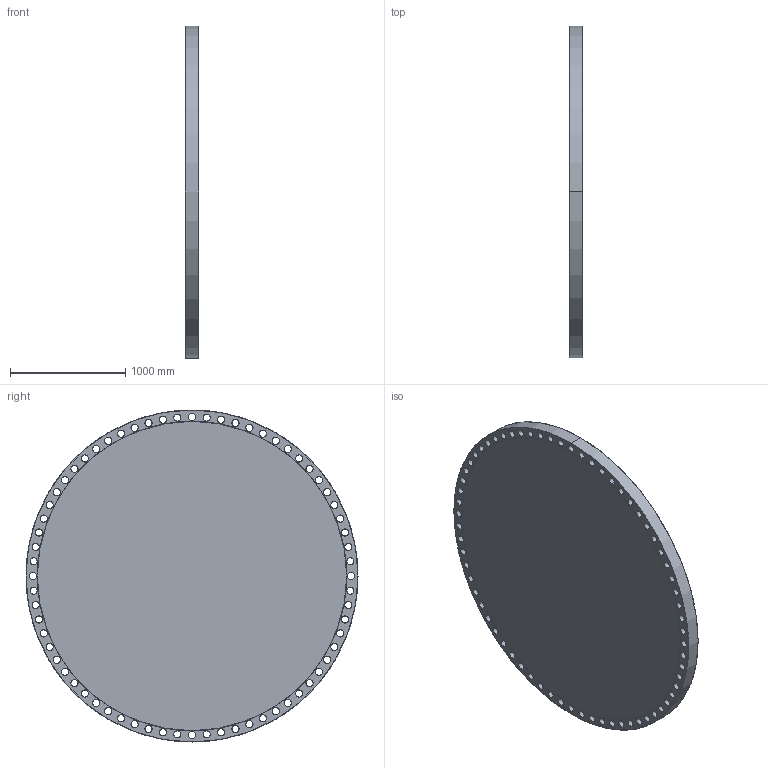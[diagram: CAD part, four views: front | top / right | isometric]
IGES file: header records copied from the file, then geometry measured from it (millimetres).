
Start section: SolidWorks IGES file using analytic representation for surfaces
Global section: file name: 96_CL125_B161_RF_BLF.IGS; native system: SolidWorks 2023; preprocessor: SolidWorks 2023; author: Ken_Snader; date: 240112.180543; units: inch
Bounding box: 117.47 x 2876.55 x 2876.55 mm (x, y, z)
Surface area: 15181501.8 mm2 (no closed solid volume)
Topology: 0 solids, 0 shells, 143 faces, 2992 edges, 2992 vertices
Faces by surface type: revolution 140, bspline 3
